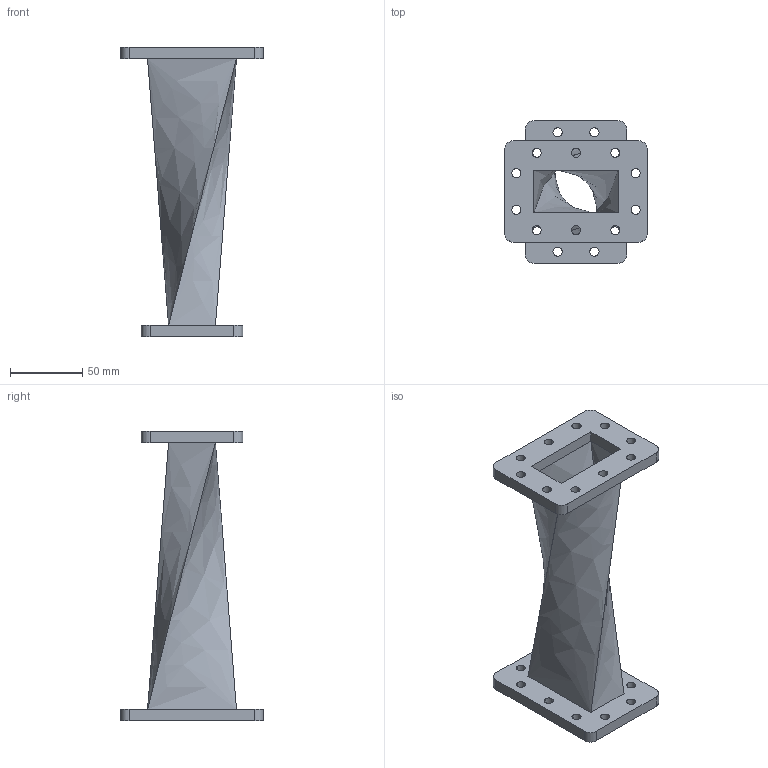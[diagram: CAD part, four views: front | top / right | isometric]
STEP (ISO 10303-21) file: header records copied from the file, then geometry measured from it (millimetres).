
FILE_DESCRIPTION (( 'STEP AP214' ), '1' );
FILE_NAME ('FMW229TW001_3D.step', '2024-05-16T23:01:35', ( '' ), ( '' ), 'SwSTEP 2.0', 'SolidWorks 2022', '' );
FILE_SCHEMA (( 'AUTOMOTIVE_DESIGN' ));
Length unit declared in the file: inch
Products named in the file (1): FMW229TW001_3D
Bounding box: 98.4 x 98.4 x 200 mm (x, y, z)
Volume: 117586.3 mm3; surface area: 85038.3 mm2
Topology: 1 solids, 1 shells, 111 faces, 304 edges, 200 vertices
Faces by surface type: cylinder 60, plane 43, bspline 8
Entity records: 4342 total; most frequent: CARTESIAN_POINT 1344, DIRECTION 612, ORIENTED_EDGE 608, EDGE_CURVE 304, AXIS2_PLACEMENT_3D 224, VERTEX_POINT 200, LINE 164, VECTOR 164
